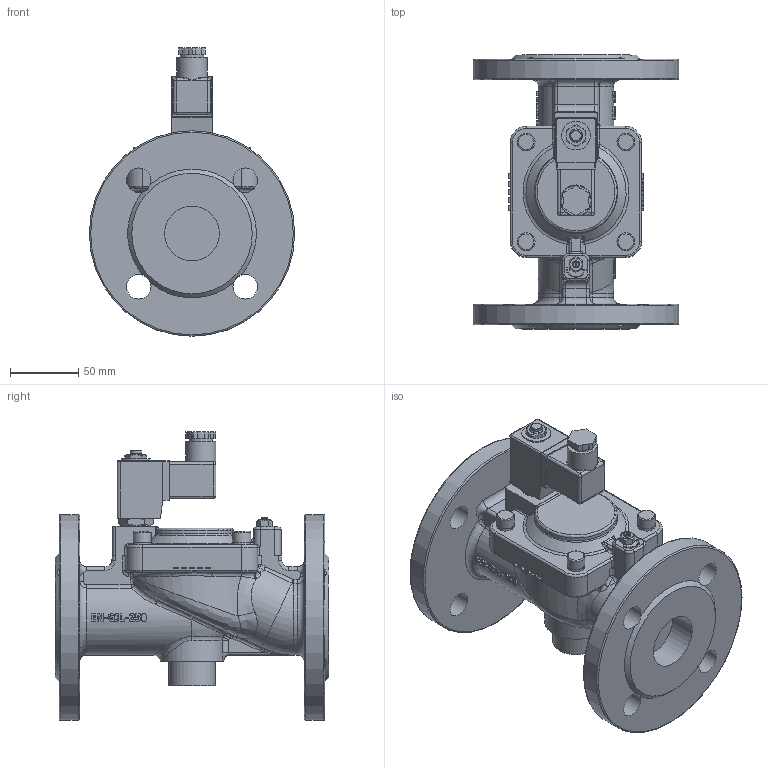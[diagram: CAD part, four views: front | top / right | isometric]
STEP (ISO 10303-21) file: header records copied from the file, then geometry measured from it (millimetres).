
FILE_DESCRIPTION(/* description */ ('3d Modell'),/* implementation_level */ '2;1');
FILE_NAME(/* name */ '028.000272_B2805-0401-.032.stp',/* time_stamp */ '2024-02-01T09:26:58+01:00',/* author */ ('LBirkmann'),/* organization */ (''),/* preprocessor_version */ 'ST-DEVELOPER v16.1',/* originating_system */ 'Autodesk Inventor 2016',/* authorisation */ '');
FILE_SCHEMA (('AUTOMOTIVE_DESIGN { 1 0 10303 214 3 1 1 }'));
Products named in the file (1): 90-014076
Bounding box: 150 x 200 x 210.6 mm (x, y, z)
Volume: 1364662.2 mm3; surface area: 158132.7 mm2
Topology: 1 solids, 1 shells, 894 faces, 2303 edges, 1454 vertices
Faces by surface type: plane 379, bspline 219, cylinder 176, torus 68, cone 37, sphere 15
Full cylindrical faces by diameter (mm): 5 x1, 6.647 x4, 8 x5, 9.73 x1, 13 x4, 17 x1, 18 x8, 21 x1, 22 x2, 34 x1, 40 x2, 150 x2
Entity records: 60683 total; most frequent: CARTESIAN_POINT 40872, ORIENTED_EDGE 4424, DIRECTION 3499, EDGE_CURVE 2212, VERTEX_POINT 1428, AXIS2_PLACEMENT_3D 1263, EDGE_LOOP 1026, LINE 973
